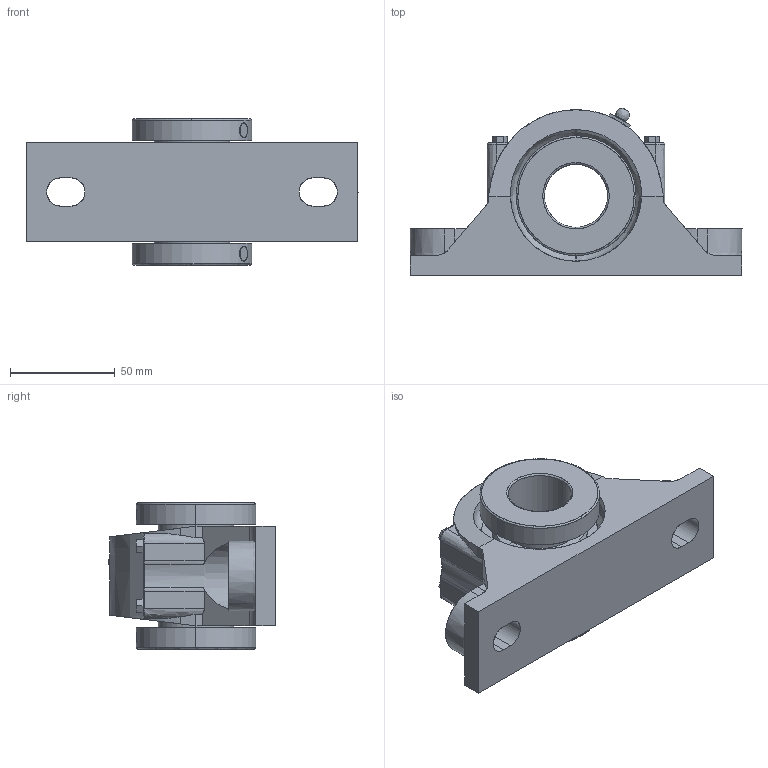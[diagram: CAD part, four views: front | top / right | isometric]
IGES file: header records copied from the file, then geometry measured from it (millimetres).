
Start section: SolidWorks IGES file using analytic representation for surfaces
Global section: file name: RPDEFAU0812162804551.igs; native system: SolidWorks 2017; preprocessor: SolidWorks 2017; author: partstream; date: 170812.162802; units: millimetre
Bounding box: 158.75 x 79.94 x 69.85 mm (x, y, z)
Surface area: 58055.5 mm2 (no closed solid volume)
Topology: 0 solids, 0 shells, 184 faces, 2784 edges, 2792 vertices
Faces by surface type: bspline 123, revolution 61
